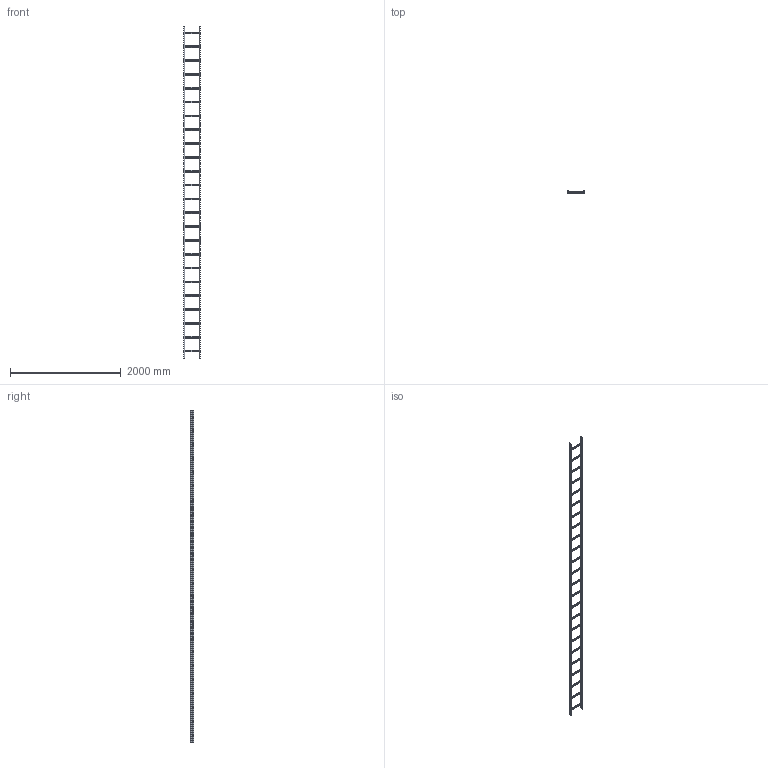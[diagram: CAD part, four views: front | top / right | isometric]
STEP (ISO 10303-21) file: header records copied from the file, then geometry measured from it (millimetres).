
FILE_DESCRIPTION (( 'STEP AP203' ), '1' );
FILE_NAME ('10-02-2220.STEP', '2013-05-02T06:42:19', ( 'asennus' ), ( '' ), 'SwSTEP 2.0', 'SolidWorks 2013', '' );
FILE_SCHEMA (( 'CONFIG_CONTROL_DESIGN' ));
Length unit declared in the file: millimetre
Products named in the file (1): 10-02-2220
Bounding box: 297 x 59.92 x 6000 mm (x, y, z)
Volume: 1633434.7 mm3; surface area: 3321190.7 mm2
Topology: 26 solids, 26 shells, 3476 faces, 9904 edges, 6480 vertices
Faces by surface type: plane 1820, cylinder 1656
Entity records: 120695 total; most frequent: CARTESIAN_POINT 35461, ORIENTED_EDGE 19808, DIRECTION 15370, EDGE_CURVE 9904, VERTEX_POINT 6480, LINE 5440, VECTOR 5440, AXIS2_PLACEMENT_3D 4965
